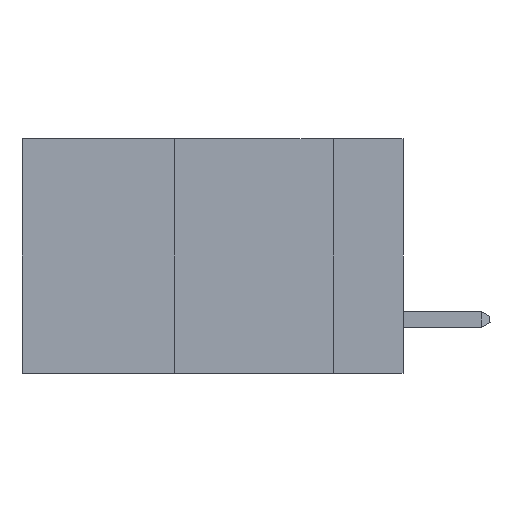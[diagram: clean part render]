
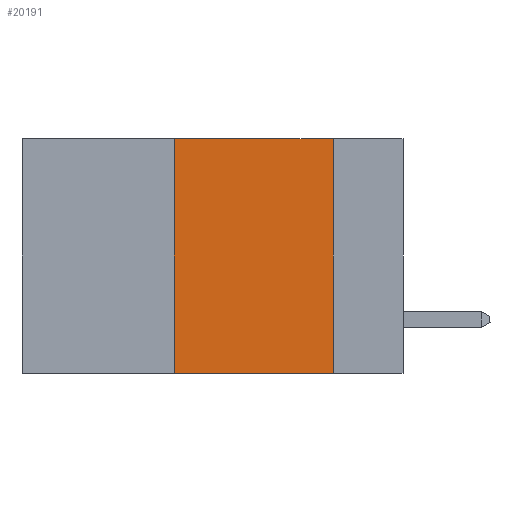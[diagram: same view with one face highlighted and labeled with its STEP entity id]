
A CAD part, left-side view. The second image highlights one B-rep face of the part: STEP entity #20191.
In plain terms, the highlighted planar face has unit normal (-1, 0, 0).
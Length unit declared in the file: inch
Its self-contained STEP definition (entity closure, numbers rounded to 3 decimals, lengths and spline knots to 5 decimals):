
#1086 = CARTESIAN_POINT ( 'NONE',  ( 0., 0.36, 0. ) ) ;
#1096 = VECTOR ( 'NONE', #12731, 39.37008 ) ;
#2440 = VERTEX_POINT ( 'NONE', #1086 ) ;
#3536 = EDGE_LOOP ( 'NONE', ( #31001, #15989, #9698, #3764 ) ) ;
#3764 = ORIENTED_EDGE ( 'NONE', *, *, #11821, .T. ) ;
#4466 = DIRECTION ( 'NONE',  ( 0., -1., 0. ) ) ;
#5427 = AXIS2_PLACEMENT_3D ( 'NONE', #25758, #18336, #17906 ) ;
#7371 = VECTOR ( 'NONE', #4466, 39.37008 ) ;
#7427 = DIRECTION ( 'NONE',  ( 0., 0., -1. ) ) ;
#7646 = PLANE ( 'NONE',  #5427 ) ;
#7800 = LINE ( 'NONE', #24937, #1096 ) ;
#7996 = FACE_OUTER_BOUND ( 'NONE', #3536, .T. ) ;
#9531 = CARTESIAN_POINT ( 'NONE',  ( 0., 0.11, 0. ) ) ;
#9698 = ORIENTED_EDGE ( 'NONE', *, *, #16643, .F. ) ;
#11821 = EDGE_CURVE ( 'NONE', #23069, #19659, #13949, .T. ) ;
#12731 = DIRECTION ( 'NONE',  ( 0., -1., 0. ) ) ;
#13949 = LINE ( 'NONE', #14417, #7371 ) ;
#14417 = CARTESIAN_POINT ( 'NONE',  ( 0., 0.6, -0.37 ) ) ;
#15989 = ORIENTED_EDGE ( 'NONE', *, *, #23906, .F. ) ;
#16643 = EDGE_CURVE ( 'NONE', #23069, #2440, #26128, .T. ) ;
#17906 = DIRECTION ( 'NONE',  ( 0., 0., -1. ) ) ;
#18336 = DIRECTION ( 'NONE',  ( 1., 0., 0. ) ) ;
#19283 = CARTESIAN_POINT ( 'NONE',  ( 0., 0.11, -0.37 ) ) ;
#19367 = DIRECTION ( 'NONE',  ( 0., 0., 1. ) ) ;
#19659 = VERTEX_POINT ( 'NONE', #19283 ) ;
#20191 = ADVANCED_FACE ( 'NONE', ( #7996 ), #7646, .F. ) ;
#20264 = VECTOR ( 'NONE', #19367, 39.37008 ) ;
#23069 = VERTEX_POINT ( 'NONE', #30714 ) ;
#23906 = EDGE_CURVE ( 'NONE', #2440, #27162, #7800, .T. ) ;
#24937 = CARTESIAN_POINT ( 'NONE',  ( 0., 0.6, 0. ) ) ;
#25111 = CARTESIAN_POINT ( 'NONE',  ( 0., 0.11, 0. ) ) ;
#25758 = CARTESIAN_POINT ( 'NONE',  ( 0., 0.6, 0. ) ) ;
#26128 = LINE ( 'NONE', #31891, #20264 ) ;
#27162 = VERTEX_POINT ( 'NONE', #9531 ) ;
#29104 = LINE ( 'NONE', #25111, #30689 ) ;
#30689 = VECTOR ( 'NONE', #7427, 39.37008 ) ;
#30714 = CARTESIAN_POINT ( 'NONE',  ( 0., 0.36, -0.37 ) ) ;
#31001 = ORIENTED_EDGE ( 'NONE', *, *, #32313, .F. ) ;
#31891 = CARTESIAN_POINT ( 'NONE',  ( 0., 0.36, 0. ) ) ;
#32313 = EDGE_CURVE ( 'NONE', #27162, #19659, #29104, .T. ) ;
